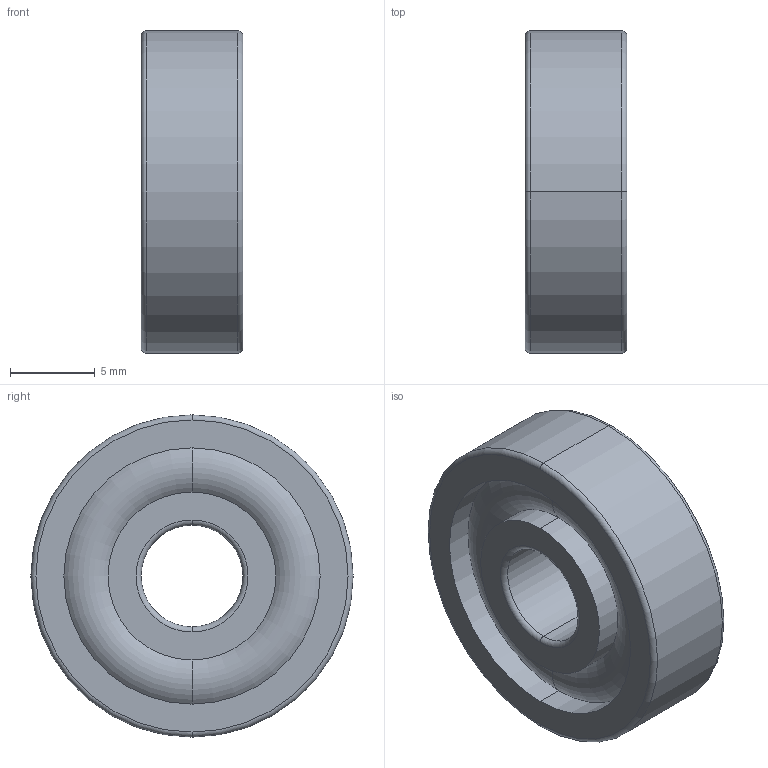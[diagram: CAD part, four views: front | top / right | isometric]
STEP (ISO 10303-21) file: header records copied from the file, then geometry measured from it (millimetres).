
FILE_DESCRIPTION (( 'STEP AP214' ), '1' );
FILE_NAME ('Rangement_balles.STEP', '2016-11-30T11:08:05', ( 'Valentin' ), ( 'Microsoft' ), 'SwSTEP 2.0', 'SolidWorks 2016', '' );
FILE_SCHEMA (( 'AUTOMOTIVE_DESIGN' ));
Length unit declared in the file: millimetre
Products named in the file (2): radial ball bearing_68_iso_ISO 15 RBB - 026 - 8,SI,NC,8_68; Rangement_balles
Assembly tree (1 placements, depth 2):
  Rangement_balles
    radial ball bearing_68_iso_ISO 15 RBB - 026 - 8,SI,NC,8_68
Bounding box: 6 x 19 x 19 mm (x, y, z)
Volume: 1282.2 mm3; surface area: 1223.8 mm2
Topology: 1 solids, 1 shells, 28 faces, 56 edges, 32 vertices
Faces by surface type: torus 12, cylinder 12, plane 4
Entity records: 806 total; most frequent: DIRECTION 164, CARTESIAN_POINT 120, ORIENTED_EDGE 112, AXIS2_PLACEMENT_3D 76, EDGE_CURVE 56, CIRCLE 44, EDGE_LOOP 32, VERTEX_POINT 32
